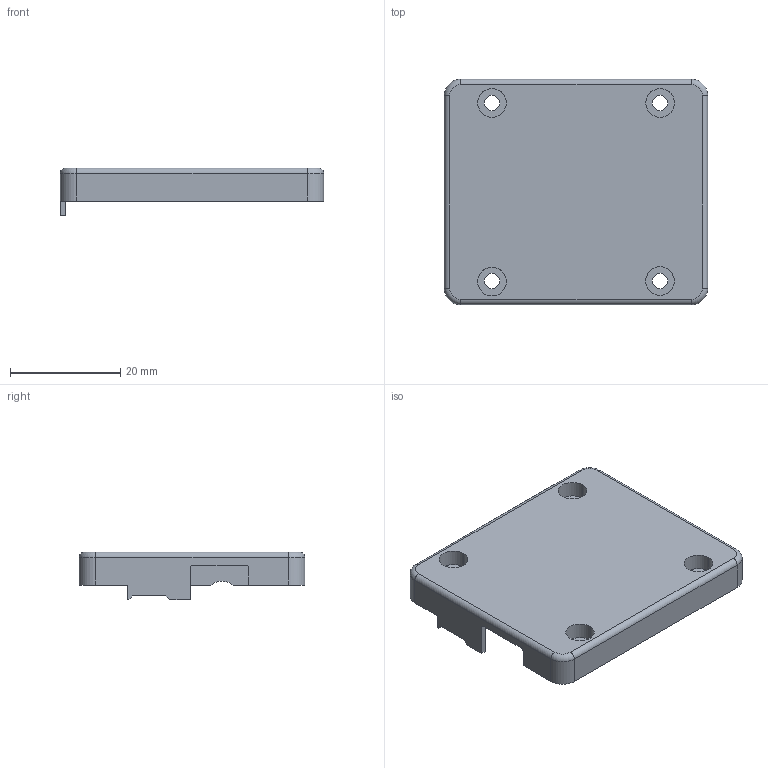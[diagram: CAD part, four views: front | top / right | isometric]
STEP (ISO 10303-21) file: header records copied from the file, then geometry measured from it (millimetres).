
FILE_DESCRIPTION (( 'STEP AP214' ), '1' );
FILE_NAME ('Reach_case_bot_Rev_E.STEP', '2016-04-08T10:51:35', ( 'Lex' ), ( '' ), 'SwSTEP 2.0', 'SolidWorks 2016', '' );
FILE_SCHEMA (( 'AUTOMOTIVE_DESIGN' ));
Length unit declared in the file: millimetre
Products named in the file (1): Reach_case_bot_Rev_E
Bounding box: 47.9 x 41 x 8.7 mm (x, y, z)
Volume: 5951.6 mm3; surface area: 5838.1 mm2
Topology: 1 solids, 1 shells, 68 faces, 172 edges, 112 vertices
Faces by surface type: cylinder 37, plane 27, torus 4
Entity records: 2120 total; most frequent: DIRECTION 388, CARTESIAN_POINT 353, ORIENTED_EDGE 344, EDGE_CURVE 172, AXIS2_PLACEMENT_3D 147, VERTEX_POINT 112, LINE 94, VECTOR 94
